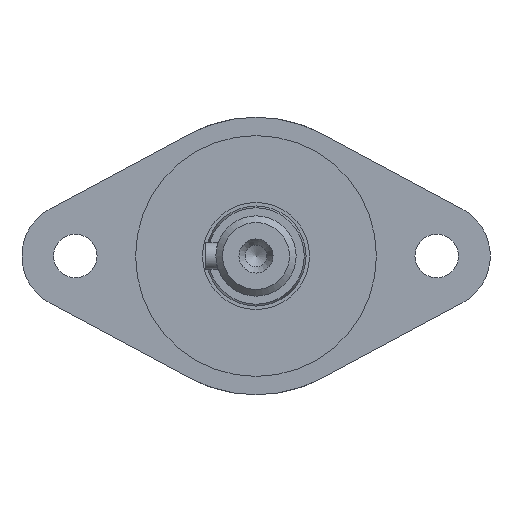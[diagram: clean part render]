
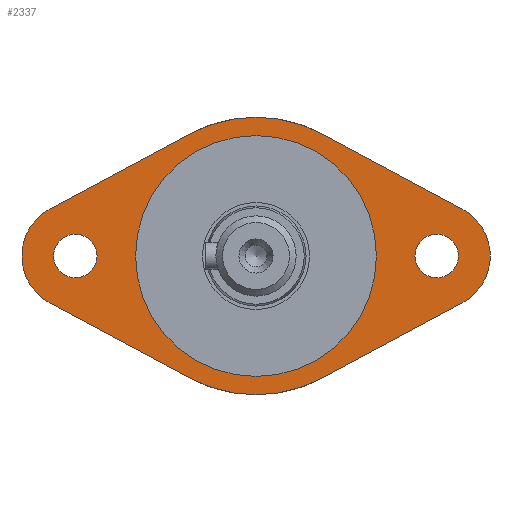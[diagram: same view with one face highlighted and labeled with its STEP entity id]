
A CAD part, left-side view. The second image highlights one B-rep face of the part: STEP entity #2337.
In plain terms, the highlighted planar face has unit normal (-1, 0, 0).
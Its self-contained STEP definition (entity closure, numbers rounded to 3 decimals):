
#123=LINE('',#3897,#248);
#125=LINE('',#3902,#250);
#129=LINE('',#3915,#254);
#134=LINE('',#3928,#259);
#248=VECTOR('',#3087,10.);
#250=VECTOR('',#3091,10.);
#254=VECTOR('',#3103,10.);
#259=VECTOR('',#3116,10.);
#377=FACE_BOUND('',#598,.T.);
#378=FACE_BOUND('',#599,.T.);
#379=FACE_BOUND('',#600,.T.);
#458=FACE_OUTER_BOUND('',#597,.T.);
#597=EDGE_LOOP('',(#1722,#1723,#1724,#1725,#1726,#1727,#1728,#1729));
#598=EDGE_LOOP('',(#1730));
#599=EDGE_LOOP('',(#1731));
#600=EDGE_LOOP('',(#1732,#1733));
#759=CIRCLE('',#2564,3.25);
#762=CIRCLE('',#2568,3.25);
#764=CIRCLE('',#2571,8.);
#768=CIRCLE('',#2580,8.);
#770=CIRCLE('',#2585,18.);
#771=CIRCLE('',#2586,18.);
#774=CIRCLE('',#2590,20.75);
#775=CIRCLE('',#2591,20.75);
#966=VERTEX_POINT('',#3872);
#969=VERTEX_POINT('',#3880);
#972=VERTEX_POINT('',#3887);
#973=VERTEX_POINT('',#3889);
#975=VERTEX_POINT('',#3895);
#977=VERTEX_POINT('',#3901);
#981=VERTEX_POINT('',#3912);
#982=VERTEX_POINT('',#3914);
#984=VERTEX_POINT('',#3920);
#986=VERTEX_POINT('',#3926);
#987=VERTEX_POINT('',#3932);
#988=VERTEX_POINT('',#3933);
#1237=EDGE_CURVE('',#966,#966,#759,.T.);
#1241=EDGE_CURVE('',#969,#969,#762,.T.);
#1244=EDGE_CURVE('',#972,#973,#764,.T.);
#1248=EDGE_CURVE('',#975,#972,#123,.T.);
#1250=EDGE_CURVE('',#973,#977,#125,.T.);
#1256=EDGE_CURVE('',#982,#981,#129,.T.);
#1260=EDGE_CURVE('',#981,#984,#768,.T.);
#1263=EDGE_CURVE('',#984,#986,#134,.T.);
#1265=EDGE_CURVE('',#987,#988,#770,.T.);
#1266=EDGE_CURVE('',#988,#987,#771,.T.);
#1270=EDGE_CURVE('',#977,#986,#774,.T.);
#1271=EDGE_CURVE('',#982,#975,#775,.T.);
#1722=ORIENTED_EDGE('',*,*,#1270,.F.);
#1723=ORIENTED_EDGE('',*,*,#1250,.F.);
#1724=ORIENTED_EDGE('',*,*,#1244,.F.);
#1725=ORIENTED_EDGE('',*,*,#1248,.F.);
#1726=ORIENTED_EDGE('',*,*,#1271,.F.);
#1727=ORIENTED_EDGE('',*,*,#1256,.T.);
#1728=ORIENTED_EDGE('',*,*,#1260,.T.);
#1729=ORIENTED_EDGE('',*,*,#1263,.T.);
#1730=ORIENTED_EDGE('',*,*,#1237,.T.);
#1731=ORIENTED_EDGE('',*,*,#1241,.T.);
#1732=ORIENTED_EDGE('',*,*,#1265,.T.);
#1733=ORIENTED_EDGE('',*,*,#1266,.T.);
#2125=PLANE('',#2589);
#2337=ADVANCED_FACE('',(#458,#377,#378,#379),#2125,.T.);
#2564=AXIS2_PLACEMENT_3D('',#3874,#3064,#3065);
#2568=AXIS2_PLACEMENT_3D('',#3882,#3073,#3074);
#2571=AXIS2_PLACEMENT_3D('',#3890,#3080,#3081);
#2580=AXIS2_PLACEMENT_3D('',#3922,#3110,#3111);
#2585=AXIS2_PLACEMENT_3D('',#3934,#3123,#3124);
#2586=AXIS2_PLACEMENT_3D('',#3935,#3125,#3126);
#2589=AXIS2_PLACEMENT_3D('',#3941,#3132,#3133);
#2590=AXIS2_PLACEMENT_3D('',#3942,#3134,#3135);
#2591=AXIS2_PLACEMENT_3D('',#3943,#3136,#3137);
#3064=DIRECTION('center_axis',(1.,0.,0.));
#3065=DIRECTION('ref_axis',(0.,0.,
1.));
#3073=DIRECTION('center_axis',(1.,0.,0.));
#3074=DIRECTION('ref_axis',(0.,0.,
1.));
#3080=DIRECTION('center_axis',(1.,0.,0.));
#3081=DIRECTION('ref_axis',(0.,-0.472,-0.881));
#3087=DIRECTION('',(0.,0.881,0.472));
#3091=DIRECTION('',(0.,-0.881,0.472));
#3103=DIRECTION('',(0.,-0.881,0.472));
#3110=DIRECTION('center_axis',(-1.,0.,0.));
#3111=DIRECTION('ref_axis',(0.,-0.472,-0.881));
#3116=DIRECTION('',(0.,0.881,0.472));
#3123=DIRECTION('center_axis',(1.,0.,0.));
#3124=DIRECTION('ref_axis',(0.,-1.,0.));
#3125=DIRECTION('center_axis',(1.,0.,0.));
#3126=DIRECTION('ref_axis',(0.,-1.,0.));
#3132=DIRECTION('center_axis',(-1.,0.,0.));
#3133=DIRECTION('ref_axis',(0.,0.,
-1.));
#3134=DIRECTION('center_axis',(1.,0.,0.));
#3135=DIRECTION('ref_axis',(0.,-1.,0.));
#3136=DIRECTION('center_axis',(1.,0.,0.));
#3137=DIRECTION('ref_axis',(0.,-1.,0.));
#3872=CARTESIAN_POINT('',(-82.,-27.,-3.25));
#3874=CARTESIAN_POINT('Origin',(-82.,-27.,0.));
#3880=CARTESIAN_POINT('',(-82.,27.,-3.25));
#3882=CARTESIAN_POINT('Origin',(-82.,27.,0.));
#3887=CARTESIAN_POINT('',(-82.,30.778,-7.052));
#3889=CARTESIAN_POINT('',(-82.,30.778,7.052));
#3890=CARTESIAN_POINT('Origin',(-82.,27.,0.));
#3895=CARTESIAN_POINT('',(-82.,9.799,-18.291));
#3897=CARTESIAN_POINT('',(-82.,9.799,-18.291));
#3901=CARTESIAN_POINT('',(-82.,9.799,18.291));
#3902=CARTESIAN_POINT('',(-82.,30.778,7.052));
#3912=CARTESIAN_POINT('',(-82.,-30.778,-7.052));
#3914=CARTESIAN_POINT('',(-82.,-9.799,-18.291));
#3915=CARTESIAN_POINT('',(-82.,-9.799,-18.291));
#3920=CARTESIAN_POINT('',(-82.,-30.778,7.052));
#3922=CARTESIAN_POINT('Origin',(-82.,-27.,0.));
#3926=CARTESIAN_POINT('',(-82.,-9.799,18.291));
#3928=CARTESIAN_POINT('',(-82.,-30.778,7.052));
#3932=CARTESIAN_POINT('',(-82.,-18.,0.));
#3933=CARTESIAN_POINT('',(-82.,18.,0.));
#3934=CARTESIAN_POINT('Origin',(-82.,0.,
0.));
#3935=CARTESIAN_POINT('Origin',(-82.,0.,
0.));
#3941=CARTESIAN_POINT('Origin',(-82.,-19.375,0.));
#3942=CARTESIAN_POINT('Origin',(-82.,0.,
0.));
#3943=CARTESIAN_POINT('Origin',(-82.,0.,
0.));
